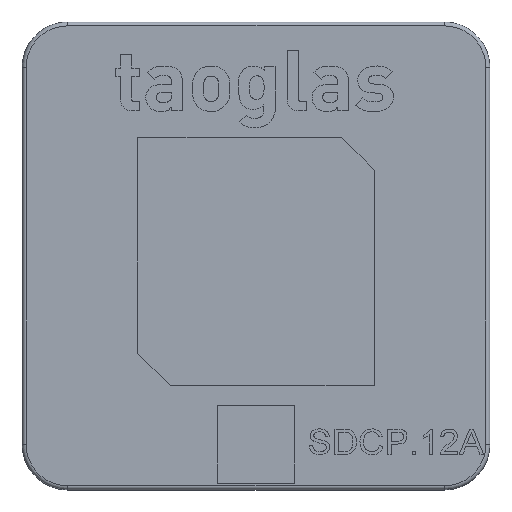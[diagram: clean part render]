
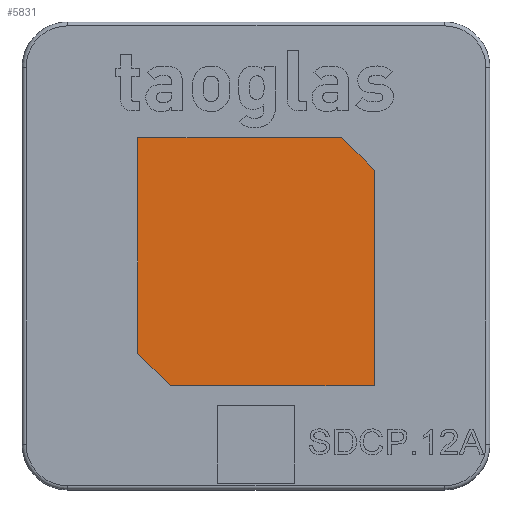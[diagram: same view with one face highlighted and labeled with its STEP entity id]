
A CAD part, top view. The second image highlights one B-rep face of the part: STEP entity #5831.
In plain terms, the highlighted planar face has unit normal (0, 0, 1).
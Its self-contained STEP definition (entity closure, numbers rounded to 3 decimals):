
#81 = ORIENTED_EDGE ( 'NONE', *, *, #5457, .T. ) ;
#90 = CARTESIAN_POINT ( 'NONE',  ( 0., 0., 0.01 ) ) ;
#973 = DIRECTION ( 'NONE',  ( -0.707, 0.707, 0. ) ) ;
#1084 = DIRECTION ( 'NONE',  ( 0., 1., 0. ) ) ;
#1163 = CARTESIAN_POINT ( 'NONE',  ( 22.609, 0., 0.01 ) ) ;
#1364 = VECTOR ( 'NONE', #5539, 1000. ) ;
#1995 = CARTESIAN_POINT ( 'NONE',  ( 16.542, 0., 0.01 ) ) ;
#2193 = VERTEX_POINT ( 'NONE', #9221 ) ;
#2235 = EDGE_CURVE ( 'NONE', #5096, #3181, #8151, .T. ) ;
#2244 = DIRECTION ( 'NONE',  ( 1., 0., 0. ) ) ;
#2647 = ORIENTED_EDGE ( 'NONE', *, *, #2235, .T. ) ;
#2680 = CARTESIAN_POINT ( 'NONE',  ( 16.541, 101.794, 0.01 ) ) ;
#2853 = LINE ( 'NONE', #4396, #6491 ) ;
#3055 = ORIENTED_EDGE ( 'NONE', *, *, #7638, .T. ) ;
#3152 = VECTOR ( 'NONE', #2244, 1000. ) ;
#3181 = VERTEX_POINT ( 'NONE', #8614 ) ;
#3228 = LINE ( 'NONE', #1163, #4354 ) ;
#4271 = LINE ( 'NONE', #4598, #6908 ) ;
#4354 = VECTOR ( 'NONE', #1084, 1000. ) ;
#4361 = PLANE ( 'NONE',  #6079 ) ;
#4396 = CARTESIAN_POINT ( 'NONE',  ( 59.172, 59.139, 0.01 ) ) ;
#4598 = CARTESIAN_POINT ( 'NONE',  ( 64.552, 64.552, 0.01 ) ) ;
#5096 = VERTEX_POINT ( 'NONE', #11419 ) ;
#5178 = EDGE_CURVE ( 'NONE', #2193, #8102, #6081, .T. ) ;
#5215 = FACE_OUTER_BOUND ( 'NONE', #6711, .T. ) ;
#5345 = DIRECTION ( 'NONE',  ( 1., 0., 0. ) ) ;
#5445 = VECTOR ( 'NONE', #7834, 1000. ) ;
#5457 = EDGE_CURVE ( 'NONE', #8102, #5096, #2853, .T. ) ;
#5539 = DIRECTION ( 'NONE',  ( 0., -1., 0. ) ) ;
#5831 = ADVANCED_FACE ( 'NONE', ( #5215 ), #4361, .T. ) ;
#5840 = EDGE_CURVE ( 'NONE', #9442, #8919, #4271, .T. ) ;
#6079 = AXIS2_PLACEMENT_3D ( 'NONE', #90, #9761, #5345 ) ;
#6081 = LINE ( 'NONE', #1995, #1364 ) ;
#6136 = ORIENTED_EDGE ( 'NONE', *, *, #5178, .T. ) ;
#6278 = LINE ( 'NONE', #7066, #5445 ) ;
#6382 = ORIENTED_EDGE ( 'NONE', *, *, #5840, .T. ) ;
#6491 = VECTOR ( 'NONE', #10502, 1000. ) ;
#6559 = ORIENTED_EDGE ( 'NONE', *, *, #7978, .T. ) ;
#6711 = EDGE_LOOP ( 'NONE', ( #81, #2647, #3055, #6382, #6559, #6136 ) ) ;
#6768 = CARTESIAN_POINT ( 'NONE',  ( 0., 100.96, 0.01 ) ) ;
#6908 = VECTOR ( 'NONE', #973, 1000. ) ;
#7066 = CARTESIAN_POINT ( 'NONE',  ( 0.01, 107.33, 0.01 ) ) ;
#7638 = EDGE_CURVE ( 'NONE', #3181, #9442, #3228, .T. ) ;
#7834 = DIRECTION ( 'NONE',  ( -1., 0., 0. ) ) ;
#7978 = EDGE_CURVE ( 'NONE', #8919, #2193, #6278, .T. ) ;
#8102 = VERTEX_POINT ( 'NONE', #2680 ) ;
#8151 = LINE ( 'NONE', #6768, #3152 ) ;
#8496 = CARTESIAN_POINT ( 'NONE',  ( 22.609, 106.494, 0.01 ) ) ;
#8614 = CARTESIAN_POINT ( 'NONE',  ( 22.609, 100.96, 0.01 ) ) ;
#8859 = CARTESIAN_POINT ( 'NONE',  ( 21.776, 107.328, 0.01 ) ) ;
#8919 = VERTEX_POINT ( 'NONE', #8859 ) ;
#9221 = CARTESIAN_POINT ( 'NONE',  ( 16.541, 107.328, 0.01 ) ) ;
#9442 = VERTEX_POINT ( 'NONE', #8496 ) ;
#9761 = DIRECTION ( 'NONE',  ( 0., 0., 1. ) ) ;
#10502 = DIRECTION ( 'NONE',  ( 0.707, -0.707, 0. ) ) ;
#11419 = CARTESIAN_POINT ( 'NONE',  ( 17.375, 100.96, 0.01 ) ) ;
